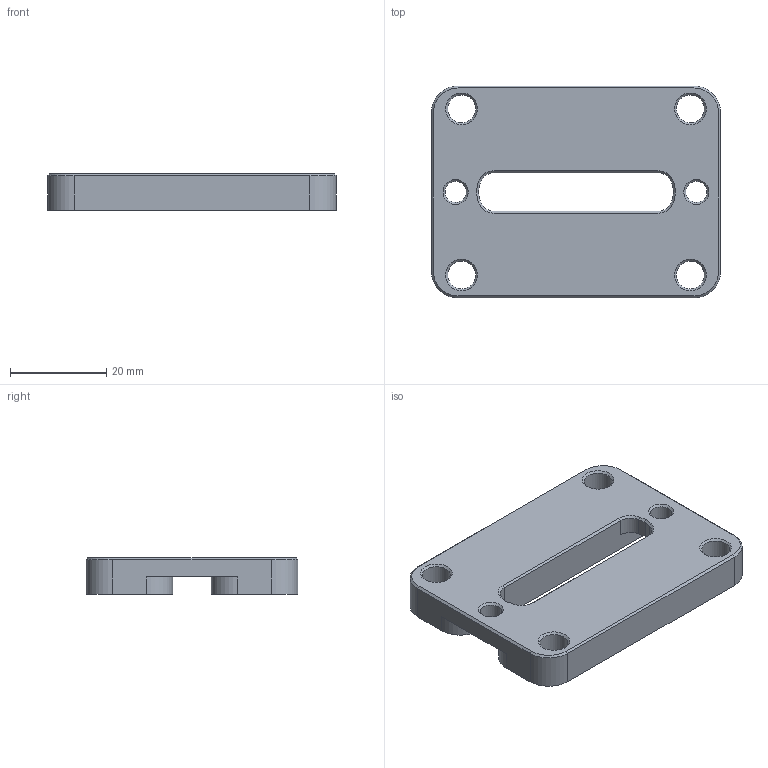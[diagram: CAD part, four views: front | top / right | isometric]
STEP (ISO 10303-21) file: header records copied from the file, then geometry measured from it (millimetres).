
FILE_DESCRIPTION(/* description */ (''),/* implementation_level */ '2;1');
FILE_NAME(/* name */ 'VORON2_v2.4_Assembly_LRS PSU Bracket v5.step',/* time_stamp */ '2021-09-04T22:06:02+02:00',/* author */ (''),/* organization */ (''),/* preprocessor_version */ 'ST-DEVELOPER v18.1',/* originating_system */ 'Autodesk Translation Framework v10.10.0.1391',/* authorisation */ '');
FILE_SCHEMA (('AUTOMOTIVE_DESIGN { 1 0 10303 214 3 1 1 }'));
Length unit declared in the file: millimetre
Products named in the file (1): VORON2_v2.4_Assembly_LRS PSU Bracket
Bounding box: 60 x 44 x 7.6 mm (x, y, z)
Volume: 15835 mm3; surface area: 7117.1 mm2
Topology: 1 solids, 1 shells, 57 faces, 144 edges, 88 vertices
Faces by surface type: plane 25, cylinder 18, cone 14
Full cylindrical faces by diameter (mm): 4.4 x2, 5.8 x4
Entity records: 1753 total; most frequent: DIRECTION 310, CARTESIAN_POINT 290, ORIENTED_EDGE 288, EDGE_CURVE 144, AXIS2_PLACEMENT_3D 108, LINE 94, VECTOR 94, VERTEX_POINT 88
